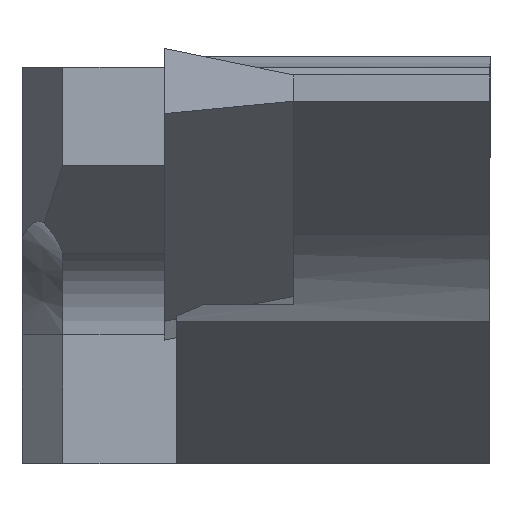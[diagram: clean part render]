
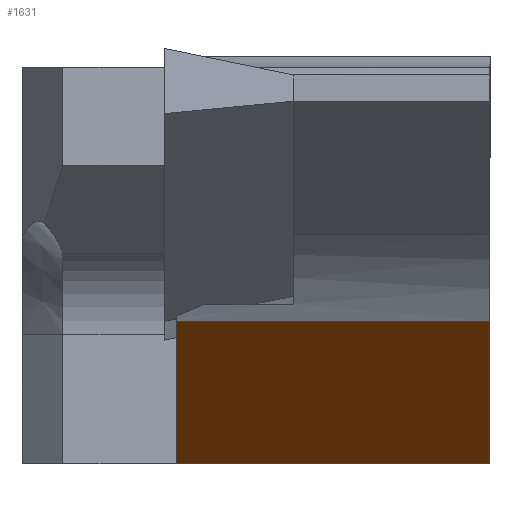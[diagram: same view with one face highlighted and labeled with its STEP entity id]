
A CAD part, left-side view. The second image highlights one B-rep face of the part: STEP entity #1631.
In plain terms, the highlighted planar face has unit normal (-0.616, 0, -0.788).
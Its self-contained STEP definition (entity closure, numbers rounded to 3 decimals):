
#55 = FACE_OUTER_BOUND ( 'NONE', #1643, .T. ) ;
#61 = CARTESIAN_POINT ( 'NONE',  ( 11.034, -8., -10. ) ) ;
#84 = VECTOR ( 'NONE', #98, 1000. ) ;
#98 = DIRECTION ( 'NONE',  ( -0.788, 0., 0.616 ) ) ;
#102 = LINE ( 'NONE', #61, #1153 ) ;
#167 = CARTESIAN_POINT ( 'NONE',  ( 16.5, 126.021, -14.271 ) ) ;
#183 = VERTEX_POINT ( 'NONE', #1192 ) ;
#248 = CARTESIAN_POINT ( 'NONE',  ( 16.5, -0.3, -14.271 ) ) ;
#270 = VERTEX_POINT ( 'NONE', #1407 ) ;
#271 = CARTESIAN_POINT ( 'NONE',  ( 6.557, -0.3, -6.502 ) ) ;
#302 = EDGE_CURVE ( 'NONE', #183, #1585, #1172, .T. ) ;
#335 = PLANE ( 'NONE',  #350 ) ;
#350 = AXIS2_PLACEMENT_3D ( 'NONE', #167, #1700, #733 ) ;
#437 = ORIENTED_EDGE ( 'NONE', *, *, #561, .F. ) ;
#494 = CARTESIAN_POINT ( 'NONE',  ( 6.557, 126.021, -6.502 ) ) ;
#556 = CARTESIAN_POINT ( 'NONE',  ( 6.557, -8., -6.502 ) ) ;
#561 = EDGE_CURVE ( 'NONE', #270, #662, #1581, .T. ) ;
#650 = LINE ( 'NONE', #494, #1023 ) ;
#662 = VERTEX_POINT ( 'NONE', #271 ) ;
#733 = DIRECTION ( 'NONE',  ( 0.788, 0., -0.616 ) ) ;
#753 = EDGE_CURVE ( 'NONE', #270, #183, #102, .T. ) ;
#791 = ORIENTED_EDGE ( 'NONE', *, *, #302, .T. ) ;
#887 = CARTESIAN_POINT ( 'NONE',  ( -0.669, -8., -0.857 ) ) ;
#1023 = VECTOR ( 'NONE', #1054, 1000. ) ;
#1054 = DIRECTION ( 'NONE',  ( 0., -1., 0. ) ) ;
#1153 = VECTOR ( 'NONE', #1509, 1000. ) ;
#1172 = LINE ( 'NONE', #887, #1536 ) ;
#1192 = CARTESIAN_POINT ( 'NONE',  ( 11.034, -8., -10. ) ) ;
#1215 = EDGE_CURVE ( 'NONE', #662, #1585, #650, .T. ) ;
#1288 = ORIENTED_EDGE ( 'NONE', *, *, #753, .T. ) ;
#1407 = CARTESIAN_POINT ( 'NONE',  ( 11.034, -0.3, -10. ) ) ;
#1497 = ORIENTED_EDGE ( 'NONE', *, *, #1215, .F. ) ;
#1509 = DIRECTION ( 'NONE',  ( 0., -1., 0. ) ) ;
#1536 = VECTOR ( 'NONE', #1573, 1000. ) ;
#1573 = DIRECTION ( 'NONE',  ( -0.788, 0., 0.616 ) ) ;
#1581 = LINE ( 'NONE', #248, #84 ) ;
#1585 = VERTEX_POINT ( 'NONE', #556 ) ;
#1631 = ADVANCED_FACE ( 'NONE', ( #55 ), #335, .F. ) ;
#1643 = EDGE_LOOP ( 'NONE', ( #437, #1288, #791, #1497 ) ) ;
#1700 = DIRECTION ( 'NONE',  ( 0.616, 0., 0.788 ) ) ;
